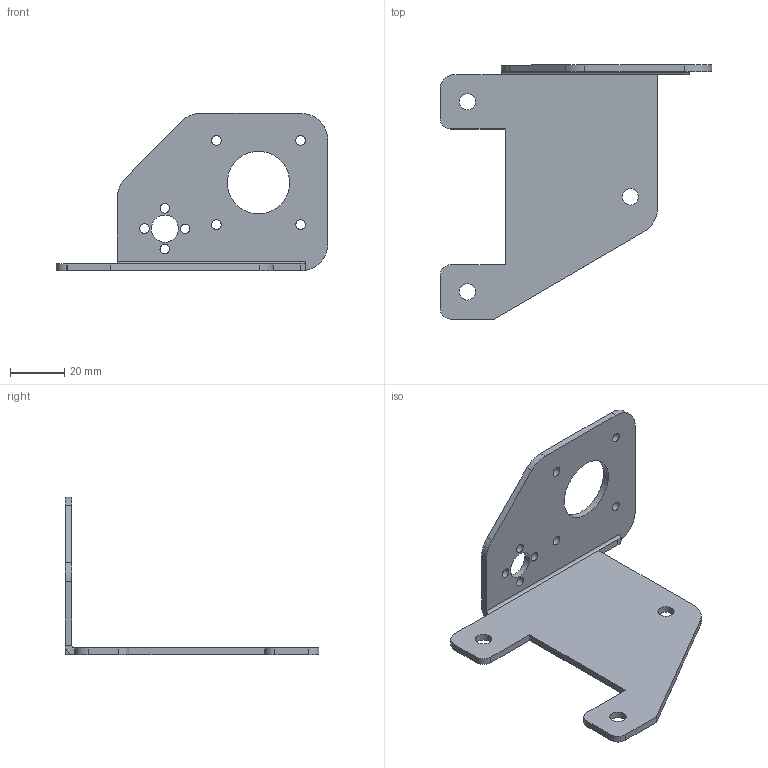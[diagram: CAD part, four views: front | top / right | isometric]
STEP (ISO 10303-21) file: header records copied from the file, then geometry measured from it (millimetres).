
FILE_DESCRIPTION(('FreeCAD Model'),'2;1');
FILE_NAME('Open CASCADE Shape Model','2021-04-25T00:32:01',('Author'),( ''),'Open CASCADE STEP processor 7.4','FreeCAD','Unknown');
FILE_SCHEMA(('AUTOMOTIVE_DESIGN { 1 0 10303 214 1 1 1 1 }'));
Length unit declared in the file: millimetre
Products named in the file (1): Body
Bounding box: 100 x 93.5 x 57.97 mm (x, y, z)
Volume: 20910.6 mm3; surface area: 18566.6 mm2
Topology: 1 solids, 1 shells, 48 faces, 131 edges, 85 vertices
Faces by surface type: cylinder 24, plane 21, bspline 3
Full cylindrical faces by diameter (mm): 3.5 x8, 6 x3, 10 x1, 23 x1
Entity records: 5733 total; most frequent: CARTESIAN_POINT 3075, DIRECTION 485, LINE 279, VECTOR 279, ORIENTED_EDGE 262, PCURVE 262, DEFINITIONAL_REPRESENTATION 262, EDGE_CURVE 131
